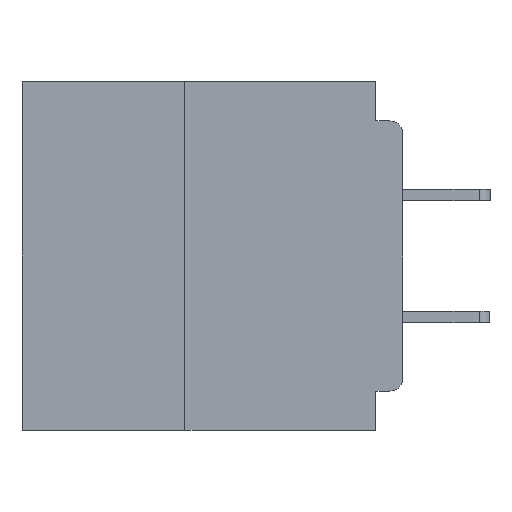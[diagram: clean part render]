
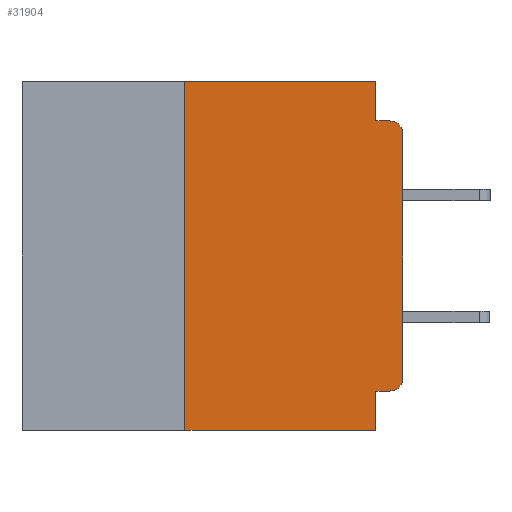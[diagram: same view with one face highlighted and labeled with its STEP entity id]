
A CAD part, left-side view. The second image highlights one B-rep face of the part: STEP entity #31904.
In plain terms, the highlighted planar face has unit normal (-1, 0, 0).
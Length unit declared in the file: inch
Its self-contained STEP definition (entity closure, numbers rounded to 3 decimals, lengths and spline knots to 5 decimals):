
#310 = ORIENTED_EDGE ( 'NONE', *, *, #46243, .F. ) ;
#933 = ORIENTED_EDGE ( 'NONE', *, *, #4238, .T. ) ;
#1182 = CARTESIAN_POINT ( 'NONE',  ( 0., 0.031, 0. ) ) ;
#4068 = CARTESIAN_POINT ( 'NONE',  ( 0., 0.031, -0.045 ) ) ;
#4238 = EDGE_CURVE ( 'NONE', #46727, #31756, #33808, .T. ) ;
#4518 = EDGE_CURVE ( 'NONE', #31756, #30328, #33228, .T. ) ;
#4975 = ORIENTED_EDGE ( 'NONE', *, *, #27006, .T. ) ;
#6047 = AXIS2_PLACEMENT_3D ( 'NONE', #20583, #19024, #19012 ) ;
#6972 = CARTESIAN_POINT ( 'NONE',  ( 0., 0.031, -0.4 ) ) ;
#7260 = CIRCLE ( 'NONE', #37821, 0.015 ) ;
#8397 = VERTEX_POINT ( 'NONE', #4068 ) ;
#9083 = LINE ( 'NONE', #9149, #46315 ) ;
#9149 = CARTESIAN_POINT ( 'NONE',  ( 0., 0.437, -0.4 ) ) ;
#9185 = VECTOR ( 'NONE', #33743, 39.37008 ) ;
#9513 = VECTOR ( 'NONE', #10637, 39.37008 ) ;
#10637 = DIRECTION ( 'NONE',  ( 0., 0., -1. ) ) ;
#11757 = ORIENTED_EDGE ( 'NONE', *, *, #4518, .T. ) ;
#12798 = DIRECTION ( 'NONE',  ( 0., -1., 0. ) ) ;
#13210 = VERTEX_POINT ( 'NONE', #19764 ) ;
#13454 = LINE ( 'NONE', #41025, #31593 ) ;
#13497 = ORIENTED_EDGE ( 'NONE', *, *, #29401, .F. ) ;
#13574 = VERTEX_POINT ( 'NONE', #29182 ) ;
#13576 = VERTEX_POINT ( 'NONE', #36407 ) ;
#14284 = CARTESIAN_POINT ( 'NONE',  ( 0., 0.25, 0. ) ) ;
#15031 = CARTESIAN_POINT ( 'NONE',  ( 0., 0., -0.34 ) ) ;
#16042 = VECTOR ( 'NONE', #28326, 39.37008 ) ;
#17664 = LINE ( 'NONE', #1182, #9185 ) ;
#17776 = VECTOR ( 'NONE', #26886, 39.37008 ) ;
#18355 = CARTESIAN_POINT ( 'NONE',  ( 0., 0.015, -0.06 ) ) ;
#19012 = DIRECTION ( 'NONE',  ( 0., 0., -1. ) ) ;
#19024 = DIRECTION ( 'NONE',  ( -1., 0., 0. ) ) ;
#19664 = PLANE ( 'NONE',  #46161 ) ;
#19764 = CARTESIAN_POINT ( 'NONE',  ( 0., 0.25, -0.4 ) ) ;
#20583 = CARTESIAN_POINT ( 'NONE',  ( 0., 0.015, -0.34 ) ) ;
#21240 = VERTEX_POINT ( 'NONE', #26921 ) ;
#21995 = ORIENTED_EDGE ( 'NONE', *, *, #28973, .F. ) ;
#21998 = DIRECTION ( 'NONE',  ( 0., 0., -1. ) ) ;
#22121 = EDGE_CURVE ( 'NONE', #13576, #13574, #46751, .T. ) ;
#22125 = VERTEX_POINT ( 'NONE', #14284 ) ;
#22826 = EDGE_CURVE ( 'NONE', #30328, #43663, #7260, .T. ) ;
#23050 = VECTOR ( 'NONE', #32135, 39.37008 ) ;
#23319 = DIRECTION ( 'NONE',  ( 0., 0., -1. ) ) ;
#24691 = CARTESIAN_POINT ( 'NONE',  ( 0., 0.437, 0. ) ) ;
#25651 = CARTESIAN_POINT ( 'NONE',  ( 0., 0.015, -0.355 ) ) ;
#26855 = LINE ( 'NONE', #24691, #16042 ) ;
#26886 = DIRECTION ( 'NONE',  ( 0., 0., 1. ) ) ;
#26921 = CARTESIAN_POINT ( 'NONE',  ( 0., 0.031, 0. ) ) ;
#27006 = EDGE_CURVE ( 'NONE', #13210, #13574, #9083, .T. ) ;
#28326 = DIRECTION ( 'NONE',  ( 0., -1., 0. ) ) ;
#28512 = CARTESIAN_POINT ( 'NONE',  ( 0., 0., -0.045 ) ) ;
#28973 = EDGE_CURVE ( 'NONE', #22125, #21240, #26855, .T. ) ;
#29182 = CARTESIAN_POINT ( 'NONE',  ( 0., 0.031, -0.4 ) ) ;
#29401 = EDGE_CURVE ( 'NONE', #13210, #22125, #35844, .T. ) ;
#30328 = VERTEX_POINT ( 'NONE', #46836 ) ;
#30414 = CARTESIAN_POINT ( 'NONE',  ( 0., 0.437, 0. ) ) ;
#30980 = VECTOR ( 'NONE', #36245, 39.37008 ) ;
#31593 = VECTOR ( 'NONE', #37397, 39.37008 ) ;
#31756 = VERTEX_POINT ( 'NONE', #15031 ) ;
#31904 = ADVANCED_FACE ( 'NONE', ( #35068 ), #19664, .F. ) ;
#32135 = DIRECTION ( 'NONE',  ( 0., -1., 0. ) ) ;
#32630 = LINE ( 'NONE', #28512, #23050 ) ;
#33228 = LINE ( 'NONE', #36872, #30980 ) ;
#33304 = ORIENTED_EDGE ( 'NONE', *, *, #22826, .T. ) ;
#33743 = DIRECTION ( 'NONE',  ( 0., 0., -1. ) ) ;
#33808 = CIRCLE ( 'NONE', #6047, 0.015 ) ;
#34439 = ORIENTED_EDGE ( 'NONE', *, *, #46570, .F. ) ;
#35005 = ORIENTED_EDGE ( 'NONE', *, *, #22121, .F. ) ;
#35068 = FACE_OUTER_BOUND ( 'NONE', #42795, .T. ) ;
#35844 = LINE ( 'NONE', #44930, #17776 ) ;
#36245 = DIRECTION ( 'NONE',  ( 0., 0., 1. ) ) ;
#36407 = CARTESIAN_POINT ( 'NONE',  ( 0., 0.031, -0.355 ) ) ;
#36872 = CARTESIAN_POINT ( 'NONE',  ( 0., 0., 0. ) ) ;
#37397 = DIRECTION ( 'NONE',  ( 0., 1., 0. ) ) ;
#37821 = AXIS2_PLACEMENT_3D ( 'NONE', #18355, #43567, #21998 ) ;
#41025 = CARTESIAN_POINT ( 'NONE',  ( 0., 0., -0.355 ) ) ;
#42795 = EDGE_LOOP ( 'NONE', ( #11757, #33304, #34439, #310, #21995, #13497, #4975, #35005, #45666, #933 ) ) ;
#42847 = CARTESIAN_POINT ( 'NONE',  ( 0., 0.015, -0.045 ) ) ;
#43281 = EDGE_CURVE ( 'NONE', #46727, #13576, #13454, .T. ) ;
#43567 = DIRECTION ( 'NONE',  ( -1., 0., 0. ) ) ;
#43663 = VERTEX_POINT ( 'NONE', #42847 ) ;
#44845 = DIRECTION ( 'NONE',  ( 1., 0., 0. ) ) ;
#44930 = CARTESIAN_POINT ( 'NONE',  ( 0., 0.25, -0.4 ) ) ;
#45666 = ORIENTED_EDGE ( 'NONE', *, *, #43281, .F. ) ;
#46161 = AXIS2_PLACEMENT_3D ( 'NONE', #30414, #44845, #23319 ) ;
#46243 = EDGE_CURVE ( 'NONE', #21240, #8397, #17664, .T. ) ;
#46315 = VECTOR ( 'NONE', #12798, 39.37008 ) ;
#46570 = EDGE_CURVE ( 'NONE', #8397, #43663, #32630, .T. ) ;
#46727 = VERTEX_POINT ( 'NONE', #25651 ) ;
#46751 = LINE ( 'NONE', #6972, #9513 ) ;
#46836 = CARTESIAN_POINT ( 'NONE',  ( 0., 0., -0.06 ) ) ;
